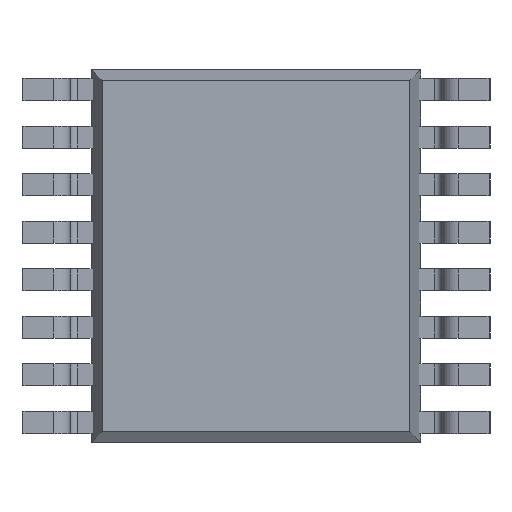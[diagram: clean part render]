
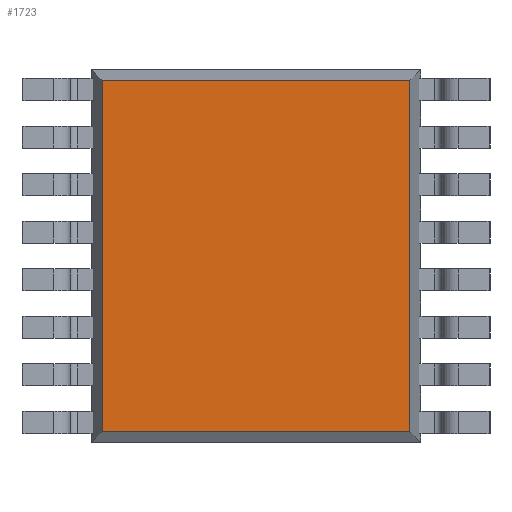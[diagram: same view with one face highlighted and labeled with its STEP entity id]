
A CAD part, front view. The second image highlights one B-rep face of the part: STEP entity #1723.
In plain terms, the highlighted planar face has unit normal (0, -1, 0).
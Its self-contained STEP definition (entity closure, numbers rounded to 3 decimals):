
#473 = VECTOR ( 'NONE', #13242, 1000. ) ;
#499 = ORIENTED_EDGE ( 'NONE', *, *, #18422, .T. ) ;
#748 = LINE ( 'NONE', #8977, #13853 ) ;
#992 = VERTEX_POINT ( 'NONE', #12882 ) ;
#1583 = CARTESIAN_POINT ( 'NONE',  ( 2.1, -0.53, 0. ) ) ;
#1723 = ADVANCED_FACE ( 'NONE', ( #4837 ), #2705, .T. ) ;
#2008 = VERTEX_POINT ( 'NONE', #5879 ) ;
#2705 = PLANE ( 'NONE',  #12904 ) ;
#4491 = LINE ( 'NONE', #14582, #12488 ) ;
#4837 = FACE_OUTER_BOUND ( 'NONE', #12592, .T. ) ;
#4971 = VERTEX_POINT ( 'NONE', #5012 ) ;
#5012 = CARTESIAN_POINT ( 'NONE',  ( 2.1, -0.53, 2.4 ) ) ;
#5504 = VERTEX_POINT ( 'NONE', #18233 ) ;
#5879 = CARTESIAN_POINT ( 'NONE',  ( -2.1, -0.53, 2.4 ) ) ;
#8977 = CARTESIAN_POINT ( 'NONE',  ( 0., -0.53, -2.4 ) ) ;
#9882 = DIRECTION ( 'NONE',  ( 0., -1., 0. ) ) ;
#10031 = VECTOR ( 'NONE', #18627, 1000. ) ;
#11489 = ORIENTED_EDGE ( 'NONE', *, *, #14737, .T. ) ;
#12488 = VECTOR ( 'NONE', #15753, 1000. ) ;
#12516 = LINE ( 'NONE', #15857, #10031 ) ;
#12592 = EDGE_LOOP ( 'NONE', ( #14207, #499, #18796, #11489 ) ) ;
#12882 = CARTESIAN_POINT ( 'NONE',  ( -2.1, -0.53, -2.4 ) ) ;
#12904 = AXIS2_PLACEMENT_3D ( 'NONE', #19626, #9882, #14825 ) ;
#13242 = DIRECTION ( 'NONE',  ( 0., 0., 1. ) ) ;
#13318 = EDGE_CURVE ( 'NONE', #5504, #4971, #14651, .T. ) ;
#13853 = VECTOR ( 'NONE', #15308, 1000. ) ;
#14207 = ORIENTED_EDGE ( 'NONE', *, *, #13318, .T. ) ;
#14582 = CARTESIAN_POINT ( 'NONE',  ( -2.1, -0.53, 0. ) ) ;
#14651 = LINE ( 'NONE', #1583, #473 ) ;
#14737 = EDGE_CURVE ( 'NONE', #992, #5504, #748, .T. ) ;
#14825 = DIRECTION ( 'NONE',  ( 0., 0., -1. ) ) ;
#15308 = DIRECTION ( 'NONE',  ( 1., 0., 0. ) ) ;
#15502 = EDGE_CURVE ( 'NONE', #2008, #992, #4491, .T. ) ;
#15753 = DIRECTION ( 'NONE',  ( 0., 0., -1. ) ) ;
#15857 = CARTESIAN_POINT ( 'NONE',  ( 0., -0.53, 2.4 ) ) ;
#18233 = CARTESIAN_POINT ( 'NONE',  ( 2.1, -0.53, -2.4 ) ) ;
#18422 = EDGE_CURVE ( 'NONE', #4971, #2008, #12516, .T. ) ;
#18627 = DIRECTION ( 'NONE',  ( -1., 0., 0. ) ) ;
#18796 = ORIENTED_EDGE ( 'NONE', *, *, #15502, .T. ) ;
#19626 = CARTESIAN_POINT ( 'NONE',  ( 0., -0.53, 0. ) ) ;
